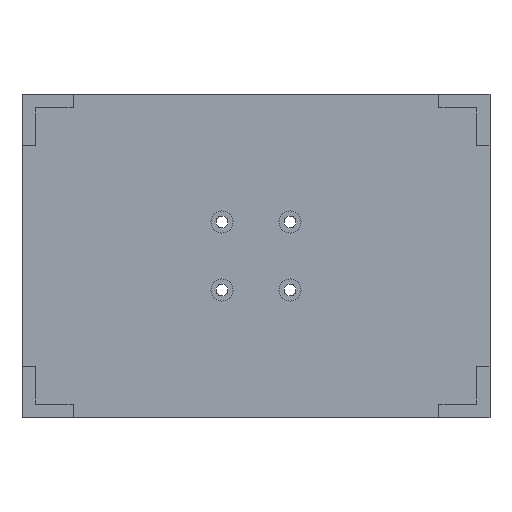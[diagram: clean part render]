
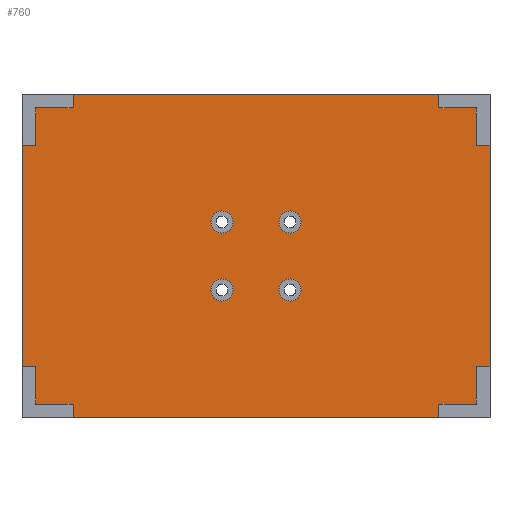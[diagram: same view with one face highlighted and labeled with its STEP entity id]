
A CAD part, front view. The second image highlights one B-rep face of the part: STEP entity #760.
In plain terms, the highlighted planar face has unit normal (0, -1, 0).
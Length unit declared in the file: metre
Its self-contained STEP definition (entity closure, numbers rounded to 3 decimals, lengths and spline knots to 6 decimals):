
#28=CIRCLE('',#825,0.00325);
#29=CIRCLE('',#826,0.00325);
#30=CIRCLE('',#827,0.00325);
#31=CIRCLE('',#828,0.00325);
#140=ORIENTED_EDGE('',*,*,#308,.T.);
#141=ORIENTED_EDGE('',*,*,#309,.F.);
#142=ORIENTED_EDGE('',*,*,#310,.F.);
#143=ORIENTED_EDGE('',*,*,#280,.T.);
#144=ORIENTED_EDGE('',*,*,#311,.T.);
#145=ORIENTED_EDGE('',*,*,#312,.F.);
#146=ORIENTED_EDGE('',*,*,#313,.F.);
#147=ORIENTED_EDGE('',*,*,#253,.F.);
#148=ORIENTED_EDGE('',*,*,#277,.T.);
#149=ORIENTED_EDGE('',*,*,#249,.T.);
#150=ORIENTED_EDGE('',*,*,#314,.F.);
#151=ORIENTED_EDGE('',*,*,#315,.T.);
#152=ORIENTED_EDGE('',*,*,#316,.F.);
#153=ORIENTED_EDGE('',*,*,#272,.F.);
#154=ORIENTED_EDGE('',*,*,#270,.F.);
#155=ORIENTED_EDGE('',*,*,#317,.T.);
#156=ORIENTED_EDGE('',*,*,#318,.T.);
#157=ORIENTED_EDGE('',*,*,#319,.F.);
#158=ORIENTED_EDGE('',*,*,#285,.F.);
#159=ORIENTED_EDGE('',*,*,#267,.F.);
#160=ORIENTED_EDGE('',*,*,#320,.F.);
#161=ORIENTED_EDGE('',*,*,#321,.F.);
#162=ORIENTED_EDGE('',*,*,#322,.F.);
#163=ORIENTED_EDGE('',*,*,#323,.F.);
#249=EDGE_CURVE('',#349,#348,#421,.T.);
#253=EDGE_CURVE('',#351,#350,#425,.T.);
#267=EDGE_CURVE('',#364,#365,#439,.T.);
#270=EDGE_CURVE('',#366,#367,#442,.T.);
#272=EDGE_CURVE('',#367,#368,#444,.T.);
#277=EDGE_CURVE('',#351,#349,#449,.T.);
#280=EDGE_CURVE('',#372,#373,#452,.T.);
#285=EDGE_CURVE('',#365,#375,#457,.T.);
#308=EDGE_CURVE('',#364,#392,#472,.T.);
#309=EDGE_CURVE('',#393,#392,#473,.T.);
#310=EDGE_CURVE('',#372,#393,#474,.T.);
#311=EDGE_CURVE('',#373,#394,#475,.T.);
#312=EDGE_CURVE('',#395,#394,#476,.T.);
#313=EDGE_CURVE('',#350,#395,#477,.T.);
#314=EDGE_CURVE('',#396,#348,#478,.T.);
#315=EDGE_CURVE('',#396,#397,#479,.T.);
#316=EDGE_CURVE('',#368,#397,#480,.T.);
#317=EDGE_CURVE('',#366,#398,#481,.T.);
#318=EDGE_CURVE('',#398,#399,#482,.T.);
#319=EDGE_CURVE('',#375,#399,#483,.T.);
#320=EDGE_CURVE('',#400,#400,#28,.T.);
#321=EDGE_CURVE('',#401,#401,#29,.T.);
#322=EDGE_CURVE('',#402,#402,#30,.T.);
#323=EDGE_CURVE('',#403,#403,#31,.T.);
#348=VERTEX_POINT('',#1087);
#349=VERTEX_POINT('',#1089);
#350=VERTEX_POINT('',#1093);
#351=VERTEX_POINT('',#1095);
#364=VERTEX_POINT('',#1125);
#365=VERTEX_POINT('',#1127);
#366=VERTEX_POINT('',#1131);
#367=VERTEX_POINT('',#1133);
#368=VERTEX_POINT('',#1137);
#372=VERTEX_POINT('',#1151);
#373=VERTEX_POINT('',#1152);
#375=VERTEX_POINT('',#1160);
#392=VERTEX_POINT('',#1210);
#393=VERTEX_POINT('',#1212);
#394=VERTEX_POINT('',#1215);
#395=VERTEX_POINT('',#1217);
#396=VERTEX_POINT('',#1220);
#397=VERTEX_POINT('',#1222);
#398=VERTEX_POINT('',#1225);
#399=VERTEX_POINT('',#1227);
#400=VERTEX_POINT('',#1230);
#401=VERTEX_POINT('',#1232);
#402=VERTEX_POINT('',#1234);
#403=VERTEX_POINT('',#1236);
#421=LINE('',#1088,#505);
#425=LINE('',#1096,#509);
#439=LINE('',#1126,#523);
#442=LINE('',#1132,#526);
#444=LINE('',#1136,#528);
#449=LINE('',#1145,#533);
#452=LINE('',#1150,#536);
#457=LINE('',#1159,#541);
#472=LINE('',#1209,#556);
#473=LINE('',#1211,#557);
#474=LINE('',#1213,#558);
#475=LINE('',#1214,#559);
#476=LINE('',#1216,#560);
#477=LINE('',#1218,#561);
#478=LINE('',#1219,#562);
#479=LINE('',#1221,#563);
#480=LINE('',#1223,#564);
#481=LINE('',#1224,#565);
#482=LINE('',#1226,#566);
#483=LINE('',#1228,#567);
#505=VECTOR('',#875,1.);
#509=VECTOR('',#881,1.);
#523=VECTOR('',#901,1.);
#526=VECTOR('',#906,1.);
#528=VECTOR('',#910,1.);
#533=VECTOR('',#917,1.);
#536=VECTOR('',#922,1.);
#541=VECTOR('',#929,1.);
#556=VECTOR('',#980,1.);
#557=VECTOR('',#981,1.);
#558=VECTOR('',#982,1.);
#559=VECTOR('',#983,1.);
#560=VECTOR('',#984,1.);
#561=VECTOR('',#985,1.);
#562=VECTOR('',#986,1.);
#563=VECTOR('',#987,1.);
#564=VECTOR('',#988,1.);
#565=VECTOR('',#989,1.);
#566=VECTOR('',#990,1.);
#567=VECTOR('',#991,1.);
#605=EDGE_LOOP('',(#140,#141,#142,#143,#144,#145,#146,#147,#148,#149,#150,
#151,#152,#153,#154,#155,#156,#157,#158,#159));
#606=EDGE_LOOP('',(#160));
#607=EDGE_LOOP('',(#161));
#608=EDGE_LOOP('',(#162));
#609=EDGE_LOOP('',(#163));
#669=FACE_BOUND('',#605,.T.);
#670=FACE_BOUND('',#606,.T.);
#671=FACE_BOUND('',#607,.T.);
#672=FACE_BOUND('',#608,.T.);
#673=FACE_BOUND('',#609,.T.);
#721=PLANE('',#824);
#760=ADVANCED_FACE('',(#669,#670,#671,#672,#673),#721,.T.);
#824=AXIS2_PLACEMENT_3D('',#1208,#978,#979);
#825=AXIS2_PLACEMENT_3D('',#1229,#992,#993);
#826=AXIS2_PLACEMENT_3D('',#1231,#994,#995);
#827=AXIS2_PLACEMENT_3D('',#1233,#996,#997);
#828=AXIS2_PLACEMENT_3D('',#1235,#998,#999);
#875=DIRECTION('',(0.,0.,1.));
#881=DIRECTION('',(0.,0.,1.));
#901=DIRECTION('',(0.,0.,1.));
#906=DIRECTION('',(1.,0.,0.));
#910=DIRECTION('',(0.,0.,-1.));
#917=DIRECTION('',(1.,0.,0.));
#922=DIRECTION('',(0.,0.,-1.));
#929=DIRECTION('',(1.,0.,0.));
#978=DIRECTION('',(0.,-1.,0.));
#979=DIRECTION('',(1.,0.,0.));
#980=DIRECTION('',(-1.,0.,0.));
#981=DIRECTION('',(0.,0.,1.));
#982=DIRECTION('',(1.,0.,0.));
#983=DIRECTION('',(1.,0.,0.));
#984=DIRECTION('',(0.,0.,1.));
#985=DIRECTION('',(-1.,0.,0.));
#986=DIRECTION('',(-1.,0.,0.));
#987=DIRECTION('',(0.,0.,1.));
#988=DIRECTION('',(-1.,0.,0.));
#989=DIRECTION('',(0.,0.,1.));
#990=DIRECTION('',(-1.,0.,0.));
#991=DIRECTION('',(0.,0.,-1.));
#992=DIRECTION('',(0.,-1.,0.));
#993=DIRECTION('',(0.,0.,-1.));
#994=DIRECTION('',(0.,-1.,0.));
#995=DIRECTION('',(0.,0.,-1.));
#996=DIRECTION('',(0.,-1.,0.));
#997=DIRECTION('',(0.,0.,-1.));
#998=DIRECTION('',(0.,-1.,0.));
#999=DIRECTION('',(0.,0.,-1.));
#1087=CARTESIAN_POINT('',(0.05375,-0.007,-0.0435));
#1088=CARTESIAN_POINT('',(0.05375,-0.007,-0.045));
#1089=CARTESIAN_POINT('',(0.05375,-0.007,-0.0475));
#1093=CARTESIAN_POINT('',(-0.05375,-0.007,-0.0435));
#1095=CARTESIAN_POINT('',(-0.05375,-0.007,-0.0475));
#1096=CARTESIAN_POINT('',(-0.05375,-0.007,-0.045));
#1125=CARTESIAN_POINT('',(-0.05375,-0.007,0.0435));
#1126=CARTESIAN_POINT('',(-0.05375,-0.007,0.045));
#1127=CARTESIAN_POINT('',(-0.05375,-0.007,0.0475));
#1131=CARTESIAN_POINT('',(0.06475,-0.007,0.0325));
#1132=CARTESIAN_POINT('',(0.06625,-0.007,0.0325));
#1133=CARTESIAN_POINT('',(0.06875,-0.007,0.0325));
#1136=CARTESIAN_POINT('',(0.06875,-0.007,0.));
#1137=CARTESIAN_POINT('',(0.06875,-0.007,-0.0325));
#1145=CARTESIAN_POINT('',(0.,-0.007,-0.0475));
#1150=CARTESIAN_POINT('',(-0.06875,-0.007,0.));
#1151=CARTESIAN_POINT('',(-0.06875,-0.007,0.0325));
#1152=CARTESIAN_POINT('',(-0.06875,-0.007,-0.0325));
#1159=CARTESIAN_POINT('',(0.,-0.007,0.0475));
#1160=CARTESIAN_POINT('',(0.05375,-0.007,0.0475));
#1208=CARTESIAN_POINT('',(0.,-0.007,0.));
#1209=CARTESIAN_POINT('',(0.,-0.007,0.0435));
#1210=CARTESIAN_POINT('',(-0.06475,-0.007,0.0435));
#1211=CARTESIAN_POINT('',(-0.06475,-0.007,0.));
#1212=CARTESIAN_POINT('',(-0.06475,-0.007,0.0325));
#1213=CARTESIAN_POINT('',(-0.06625,-0.007,0.0325));
#1214=CARTESIAN_POINT('',(-0.06625,-0.007,-0.0325));
#1215=CARTESIAN_POINT('',(-0.06475,-0.007,-0.0325));
#1216=CARTESIAN_POINT('',(-0.06475,-0.007,0.));
#1217=CARTESIAN_POINT('',(-0.06475,-0.007,-0.0435));
#1218=CARTESIAN_POINT('',(0.,-0.007,-0.0435));
#1219=CARTESIAN_POINT('',(0.,-0.007,-0.0435));
#1220=CARTESIAN_POINT('',(0.06475,-0.007,-0.0435));
#1221=CARTESIAN_POINT('',(0.06475,-0.007,0.));
#1222=CARTESIAN_POINT('',(0.06475,-0.007,-0.0325));
#1223=CARTESIAN_POINT('',(0.06625,-0.007,-0.0325));
#1224=CARTESIAN_POINT('',(0.06475,-0.007,0.));
#1225=CARTESIAN_POINT('',(0.06475,-0.007,0.0435));
#1226=CARTESIAN_POINT('',(0.,-0.007,0.0435));
#1227=CARTESIAN_POINT('',(0.05375,-0.007,0.0435));
#1228=CARTESIAN_POINT('',(0.05375,-0.007,0.045));
#1229=CARTESIAN_POINT('',(-0.01,-0.007,-0.01));
#1230=CARTESIAN_POINT('',(-0.01,-0.007,-0.01325));
#1231=CARTESIAN_POINT('',(0.01,-0.007,-0.01));
#1232=CARTESIAN_POINT('',(0.01,-0.007,-0.01325));
#1233=CARTESIAN_POINT('',(0.01,-0.007,0.01));
#1234=CARTESIAN_POINT('',(0.01,-0.007,0.00675));
#1235=CARTESIAN_POINT('',(-0.01,-0.007,0.01));
#1236=CARTESIAN_POINT('',(-0.01,-0.007,0.00675));
